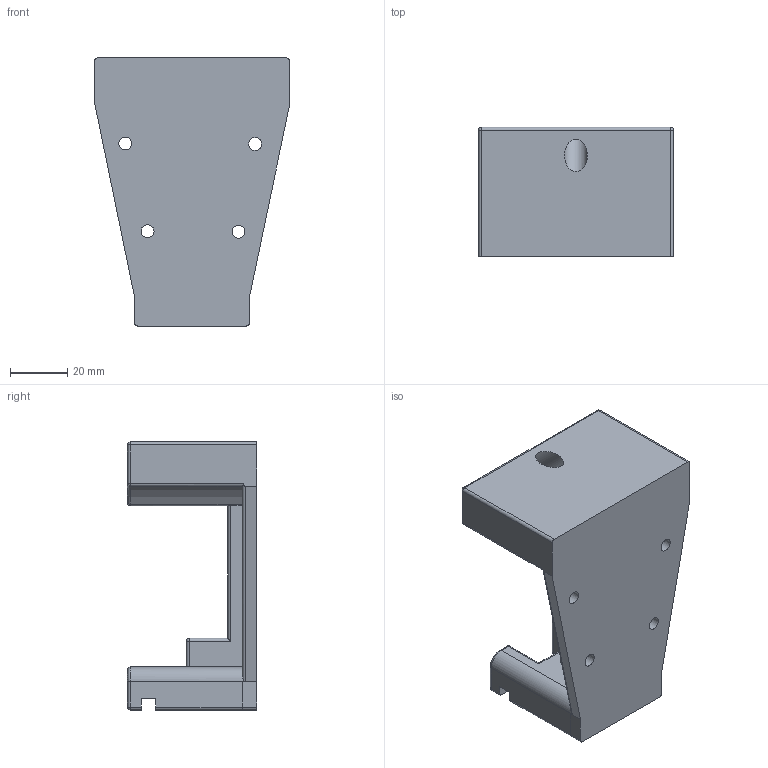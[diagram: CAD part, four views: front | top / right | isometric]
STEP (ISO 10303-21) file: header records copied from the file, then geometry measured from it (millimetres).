
FILE_DESCRIPTION(/* description */ (''),/* implementation_level */ '2;1');
FILE_NAME(/* name */ 'F310 Gamepad Holder v2 v8.step',/* time_stamp */ '2017-03-27T15:43:51-04:00',/* author */ (''),/* organization */ (''),/* preprocessor_version */ 'ST-DEVELOPER v16.5',/* originating_system */ 'Autodesk Translation Framework v5.2.0.2920',/* authorisation */ '');
FILE_SCHEMA (('AUTOMOTIVE_DESIGN { 1 0 10303 214 3 1 1 }'));
Length unit declared in the file: millimetre
Products named in the file (1): F310 Gamepad Holder v2 v8
Bounding box: 68 x 45 x 93.47 mm (x, y, z)
Volume: 90062.2 mm3; surface area: 23693.4 mm2
Topology: 1 solids, 1 shells, 111 faces, 258 edges, 153 vertices
Faces by surface type: cylinder 55, plane 37, sphere 15, torus 4
Full cylindrical faces by diameter (mm): 4.5 x4, 8 x1, 8.5 x4
Entity records: 3169 total; most frequent: DIRECTION 578, CARTESIAN_POINT 570, ORIENTED_EDGE 498, EDGE_CURVE 249, AXIS2_PLACEMENT_3D 222, VERTEX_POINT 153, EDGE_LOOP 134, LINE 134
